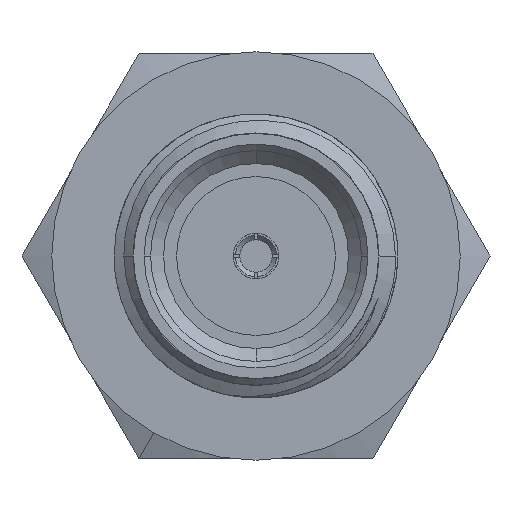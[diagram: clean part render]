
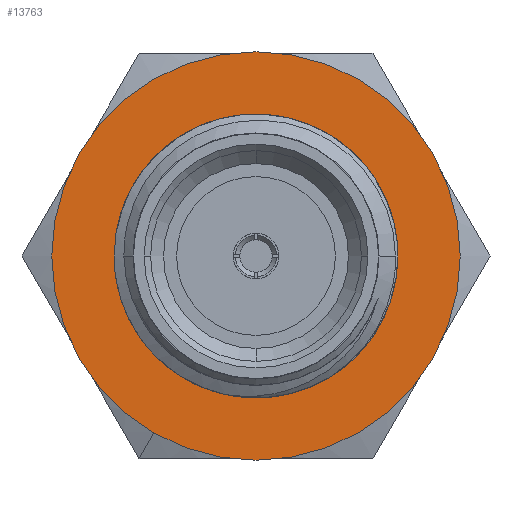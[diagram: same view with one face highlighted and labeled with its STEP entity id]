
A CAD part, left-side view. The second image highlights one B-rep face of the part: STEP entity #13763.
In plain terms, the highlighted planar face has unit normal (-1, 0, 0).
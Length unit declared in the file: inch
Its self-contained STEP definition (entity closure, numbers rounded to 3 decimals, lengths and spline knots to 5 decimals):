
#42 = AXIS2_PLACEMENT_3D ( 'NONE', #6250, #7581, #15868 ) ;
#655 = ORIENTED_EDGE ( 'NONE', *, *, #11311, .F. ) ;
#1249 = AXIS2_PLACEMENT_3D ( 'NONE', #12011, #14435, #6182 ) ;
#1584 = DIRECTION ( 'NONE',  ( 0., 1., 0. ) ) ;
#3662 = AXIS2_PLACEMENT_3D ( 'NONE', #8164, #15418, #15299 ) ;
#5106 = VERTEX_POINT ( 'NONE', #11415 ) ;
#6182 = DIRECTION ( 'NONE',  ( 0., 1., 0. ) ) ;
#6250 = CARTESIAN_POINT ( 'NONE',  ( -1.64773, 0.18896, 0. ) ) ;
#6752 = CARTESIAN_POINT ( 'NONE',  ( -1.64773, 0.18896, 0. ) ) ;
#6808 = CIRCLE ( 'NONE', #13954, 0.31496 ) ;
#7250 = CARTESIAN_POINT ( 'NONE',  ( -1.64773, 0.31496, 0. ) ) ;
#7581 = DIRECTION ( 'NONE',  ( -1., 0., 0. ) ) ;
#7604 = FACE_OUTER_BOUND ( 'NONE', #14964, .T. ) ;
#7693 = ORIENTED_EDGE ( 'NONE', *, *, #8687, .T. ) ;
#7705 = PLANE ( 'NONE',  #42 ) ;
#7709 = EDGE_CURVE ( 'NONE', #11387, #5106, #9681, .T. ) ;
#8164 = CARTESIAN_POINT ( 'NONE',  ( -1.64773, 0., 0. ) ) ;
#8238 = FACE_BOUND ( 'NONE', #13961, .T. ) ;
#8268 = CARTESIAN_POINT ( 'NONE',  ( -1.64773, 0., 0. ) ) ;
#8463 = EDGE_CURVE ( 'NONE', #9628, #17314, #8574, .T. ) ;
#8574 = CIRCLE ( 'NONE', #17199, 0.31496 ) ;
#8687 = EDGE_CURVE ( 'NONE', #5106, #11387, #12213, .T. ) ;
#8845 = CARTESIAN_POINT ( 'NONE',  ( -1.64773, -0.31496, 0. ) ) ;
#9478 = DIRECTION ( 'NONE',  ( 1., 0., 0. ) ) ;
#9628 = VERTEX_POINT ( 'NONE', #7250 ) ;
#9681 = CIRCLE ( 'NONE', #1249, 0.18896 ) ;
#9720 = DIRECTION ( 'NONE',  ( 0., 1., 0. ) ) ;
#11004 = CARTESIAN_POINT ( 'NONE',  ( -1.64773, 0., 0. ) ) ;
#11311 = EDGE_CURVE ( 'NONE', #17314, #9628, #6808, .T. ) ;
#11387 = VERTEX_POINT ( 'NONE', #6752 ) ;
#11415 = CARTESIAN_POINT ( 'NONE',  ( -1.64773, -0.18896, 0. ) ) ;
#12011 = CARTESIAN_POINT ( 'NONE',  ( -1.64773, 0., 0. ) ) ;
#12213 = CIRCLE ( 'NONE', #3662, 0.18896 ) ;
#12478 = DIRECTION ( 'NONE',  ( 1., 0., 0. ) ) ;
#13763 = ADVANCED_FACE ( 'NONE', ( #8238, #7604 ), #7705, .T. ) ;
#13954 = AXIS2_PLACEMENT_3D ( 'NONE', #8268, #9478, #9720 ) ;
#13961 = EDGE_LOOP ( 'NONE', ( #14623, #7693 ) ) ;
#14435 = DIRECTION ( 'NONE',  ( 1., 0., 0. ) ) ;
#14623 = ORIENTED_EDGE ( 'NONE', *, *, #7709, .T. ) ;
#14964 = EDGE_LOOP ( 'NONE', ( #16808, #655 ) ) ;
#15299 = DIRECTION ( 'NONE',  ( 0., 1., 0. ) ) ;
#15418 = DIRECTION ( 'NONE',  ( 1., 0., 0. ) ) ;
#15868 = DIRECTION ( 'NONE',  ( 0., -1., 0. ) ) ;
#16808 = ORIENTED_EDGE ( 'NONE', *, *, #8463, .F. ) ;
#17199 = AXIS2_PLACEMENT_3D ( 'NONE', #11004, #12478, #1584 ) ;
#17314 = VERTEX_POINT ( 'NONE', #8845 ) ;
